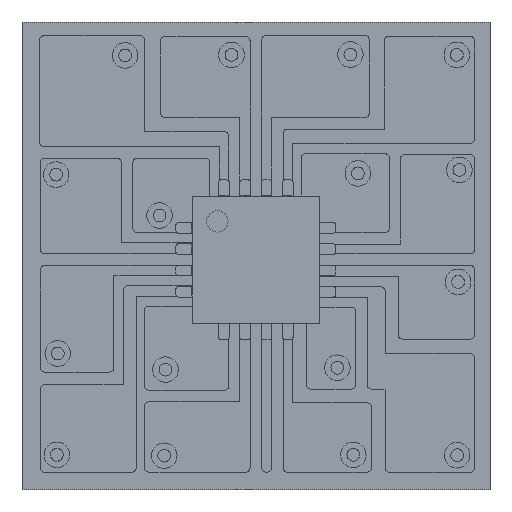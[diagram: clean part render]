
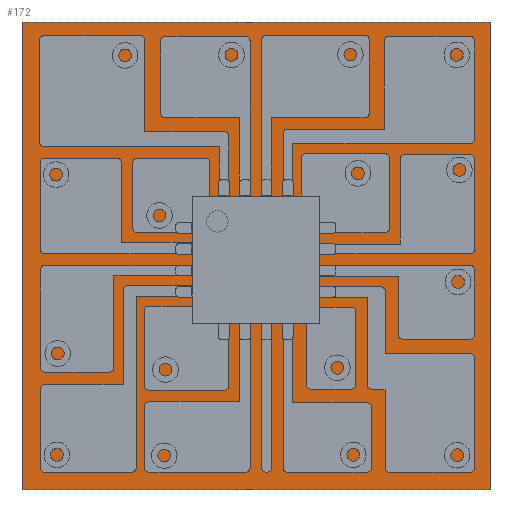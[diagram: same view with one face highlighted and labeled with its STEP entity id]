
A CAD part, top view. The second image highlights one B-rep face of the part: STEP entity #172.
In plain terms, the highlighted planar face has unit normal (0, 0, 1).
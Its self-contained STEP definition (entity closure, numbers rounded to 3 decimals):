
#22 = VERTEX_POINT('',#23);
#23 = CARTESIAN_POINT('',(102.16,-79.84,0.));
#40 = VERTEX_POINT('',#41);
#41 = CARTESIAN_POINT('',(102.16,-79.83,0.));
#47 = EDGE_CURVE('',#22,#40,#48,.T.);
#48 = LINE('',#49,#50);
#49 = CARTESIAN_POINT('',(102.16,-79.84,0.));
#50 = VECTOR('',#51,1.);
#51 = DIRECTION('',(0.,1.,0.));
#71 = VERTEX_POINT('',#72);
#72 = CARTESIAN_POINT('',(102.16,-68.86,0.));
#78 = EDGE_CURVE('',#40,#71,#79,.T.);
#79 = LINE('',#80,#81);
#80 = CARTESIAN_POINT('',(102.16,-79.83,0.));
#81 = VECTOR('',#82,1.);
#82 = DIRECTION('',(0.,1.,0.));
#102 = VERTEX_POINT('',#103);
#103 = CARTESIAN_POINT('',(91.17,-68.86,0.));
#109 = EDGE_CURVE('',#71,#102,#110,.T.);
#110 = LINE('',#111,#112);
#111 = CARTESIAN_POINT('',(102.16,-68.86,0.));
#112 = VECTOR('',#113,1.);
#113 = DIRECTION('',(-1.,0.,0.));
#133 = VERTEX_POINT('',#134);
#134 = CARTESIAN_POINT('',(91.17,-79.84,0.));
#140 = EDGE_CURVE('',#102,#133,#141,.T.);
#141 = LINE('',#142,#143);
#142 = CARTESIAN_POINT('',(91.17,-68.86,0.));
#143 = VECTOR('',#144,1.);
#144 = DIRECTION('',(0.,-1.,0.));
#162 = EDGE_CURVE('',#133,#22,#163,.T.);
#163 = LINE('',#164,#165);
#164 = CARTESIAN_POINT('',(91.17,-79.84,0.));
#165 = VECTOR('',#166,1.);
#166 = DIRECTION('',(1.,0.,0.));
#172 = ADVANCED_FACE('',(#173),#180,.T.);
#173 = FACE_BOUND('',#174,.T.);
#174 = EDGE_LOOP('',(#175,#176,#177,#178,#179));
#175 = ORIENTED_EDGE('',*,*,#47,.T.);
#176 = ORIENTED_EDGE('',*,*,#78,.T.);
#177 = ORIENTED_EDGE('',*,*,#109,.T.);
#178 = ORIENTED_EDGE('',*,*,#140,.T.);
#179 = ORIENTED_EDGE('',*,*,#162,.T.);
#180 = PLANE('',#181);
#181 = AXIS2_PLACEMENT_3D('',#182,#183,#184);
#182 = CARTESIAN_POINT('',(96.665,-74.35,0.));
#183 = DIRECTION('',(0.,0.,1.));
#184 = DIRECTION('',(1.,0.,0.));
